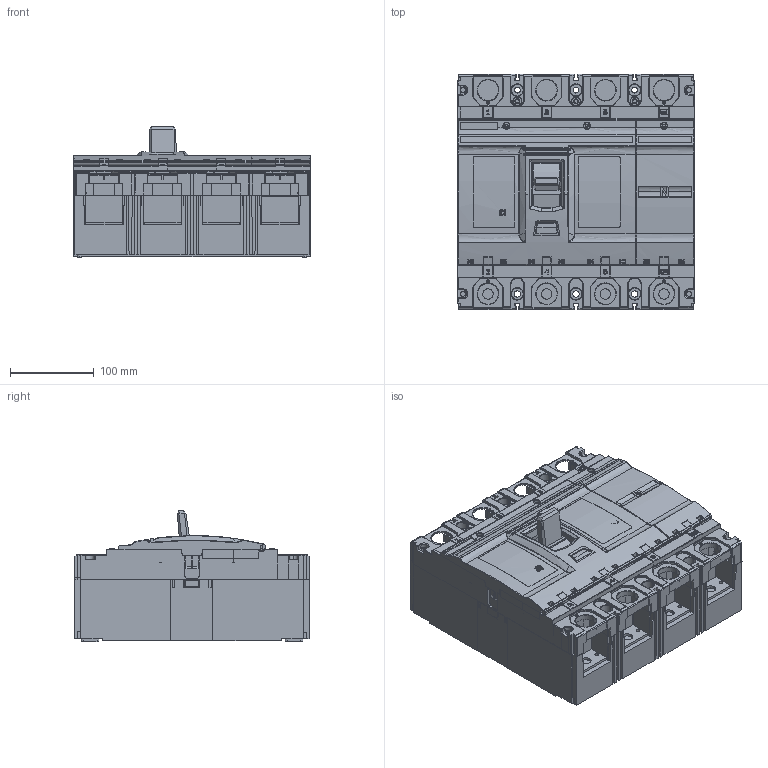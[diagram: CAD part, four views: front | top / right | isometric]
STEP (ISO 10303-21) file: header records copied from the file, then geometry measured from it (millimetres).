
FILE_DESCRIPTION (( 'STEP AP214' ), '1' );
FILE_NAME ('KAM-VN60-4-0800 KARAT MASTER Âûêë-ðàçúåä. ÂÍ88-40 4P 800À IEK.STEP', '2026-01-15T12:16:10', ( '' ), ( '' ), 'SwSTEP 2.0', 'SolidWorks 2022', '' );
FILE_SCHEMA (( 'AUTOMOTIVE_DESIGN' ));
Length unit declared in the file: millimetre
Products named in the file (1): KAM-VN60-4-0800 KARAT MASTER Выкл-разъед. ВН88-40 4P 800А IEK
Bounding box: 282 x 281.01 x 156.63 mm (x, y, z)
Surface area: 966476.1 mm2 (no closed solid volume)
Topology: 0 solids, 15 shells, 6135 faces, 17720 edges, 11475 vertices
Faces by surface type: plane 4073, cylinder 1327, bspline 418, torus 243, sphere 55, cone 19
Entity records: 291640 total; most frequent: CARTESIAN_POINT 101499, ORIENTED_EDGE 35302, DIRECTION 18860, EDGE_CURVE 17654, VERTEX_POINT 11471, B_SPLINE_CURVE_WITH_KNOTS 10834, AXIS2_PLACEMENT_3D 6608, EDGE_LOOP 6362
